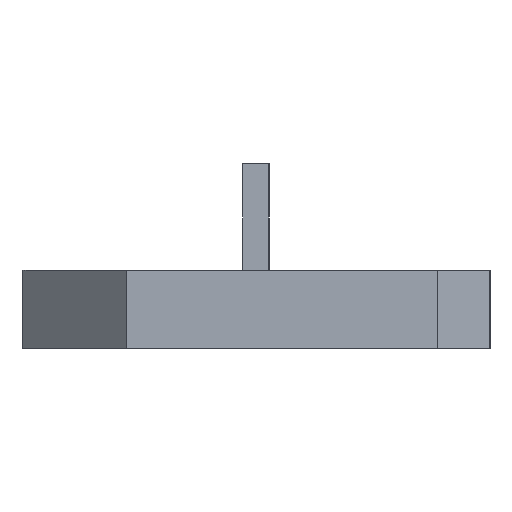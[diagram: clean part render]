
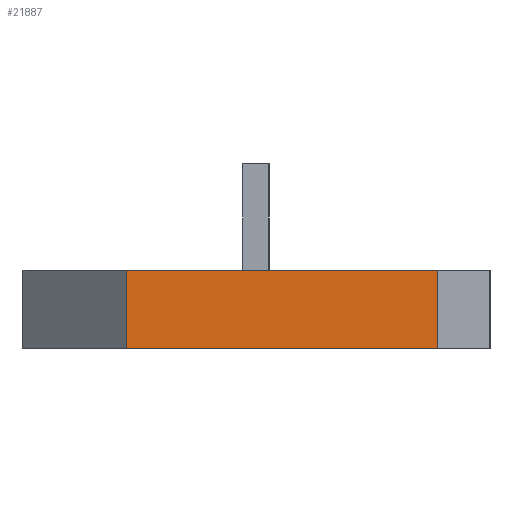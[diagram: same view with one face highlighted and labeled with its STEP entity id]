
A CAD part, left-side view. The second image highlights one B-rep face of the part: STEP entity #21887.
In plain terms, the highlighted planar face has unit normal (-1, 0, 0).
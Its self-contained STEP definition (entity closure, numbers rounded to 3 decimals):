
#2122 = DIRECTION ( 'NONE',  ( 0., -1., 0. ) ) ;
#2222 = EDGE_LOOP ( 'NONE', ( #3894, #3836, #15101, #25291 ) ) ;
#2581 = LINE ( 'NONE', #19148, #14846 ) ;
#3836 = ORIENTED_EDGE ( 'NONE', *, *, #7717, .F. ) ;
#3894 = ORIENTED_EDGE ( 'NONE', *, *, #23649, .T. ) ;
#7717 = EDGE_CURVE ( 'NONE', #12318, #22764, #12973, .T. ) ;
#8659 = CARTESIAN_POINT ( 'NONE',  ( -42.5, -7., 1.5 ) ) ;
#9038 = PLANE ( 'NONE',  #16513 ) ;
#9505 = LINE ( 'NONE', #26471, #25431 ) ;
#10124 = EDGE_CURVE ( 'NONE', #16548, #10447, #9505, .T. ) ;
#10447 = VERTEX_POINT ( 'NONE', #18694 ) ;
#11348 = CARTESIAN_POINT ( 'NONE',  ( -42.5, -7., 1.5 ) ) ;
#11599 = FACE_OUTER_BOUND ( 'NONE', #2222, .T. ) ;
#12047 = CARTESIAN_POINT ( 'NONE',  ( -42.5, 5., -1.5 ) ) ;
#12318 = VERTEX_POINT ( 'NONE', #8659 ) ;
#12973 = LINE ( 'NONE', #11348, #19215 ) ;
#14562 = EDGE_CURVE ( 'NONE', #16548, #12318, #2581, .T. ) ;
#14846 = VECTOR ( 'NONE', #22276, 1000. ) ;
#15101 = ORIENTED_EDGE ( 'NONE', *, *, #14562, .F. ) ;
#15556 = DIRECTION ( 'NONE',  ( 0., 0., -1. ) ) ;
#16334 = CARTESIAN_POINT ( 'NONE',  ( -42.5, 5., 1.5 ) ) ;
#16513 = AXIS2_PLACEMENT_3D ( 'NONE', #25594, #19879, #23825 ) ;
#16548 = VERTEX_POINT ( 'NONE', #16334 ) ;
#18694 = CARTESIAN_POINT ( 'NONE',  ( -42.5, 5., -1.5 ) ) ;
#19148 = CARTESIAN_POINT ( 'NONE',  ( -42.5, 5., 1.5 ) ) ;
#19215 = VECTOR ( 'NONE', #15556, 1000. ) ;
#19879 = DIRECTION ( 'NONE',  ( 1., 0., 0. ) ) ;
#21887 = ADVANCED_FACE ( 'NONE', ( #11599 ), #9038, .F. ) ;
#22266 = DIRECTION ( 'NONE',  ( 0., 0., -1. ) ) ;
#22276 = DIRECTION ( 'NONE',  ( 0., -1., 0. ) ) ;
#22764 = VERTEX_POINT ( 'NONE', #24144 ) ;
#23431 = VECTOR ( 'NONE', #2122, 1000. ) ;
#23649 = EDGE_CURVE ( 'NONE', #10447, #22764, #26723, .T. ) ;
#23825 = DIRECTION ( 'NONE',  ( 0., 0., -1. ) ) ;
#24144 = CARTESIAN_POINT ( 'NONE',  ( -42.5, -7., -1.5 ) ) ;
#25291 = ORIENTED_EDGE ( 'NONE', *, *, #10124, .T. ) ;
#25431 = VECTOR ( 'NONE', #22266, 1000. ) ;
#25594 = CARTESIAN_POINT ( 'NONE',  ( -42.5, 5., 1.5 ) ) ;
#26471 = CARTESIAN_POINT ( 'NONE',  ( -42.5, 5., 1.5 ) ) ;
#26723 = LINE ( 'NONE', #12047, #23431 ) ;
